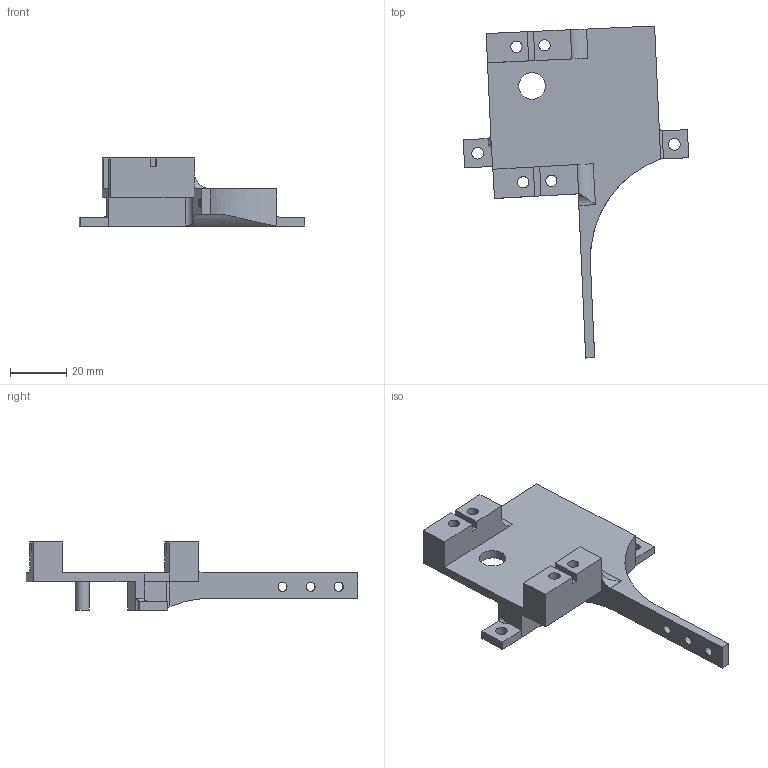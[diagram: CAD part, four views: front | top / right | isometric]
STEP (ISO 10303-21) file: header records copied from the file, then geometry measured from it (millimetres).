
FILE_DESCRIPTION(/* description */ (''),/* implementation_level */ '2;1');
FILE_NAME(/* name */ '',/* time_stamp */ '2025-01-07T22:24:30+03:00',/* author */ ('GameHD'),/* organization */ (''),/* preprocessor_version */ 'ST-DEVELOPER v20',/* originating_system */ 'Autodesk Inventor 2025',/* authorisation */ '');
FILE_SCHEMA (('AUTOMOTIVE_DESIGN { 1 0 10303 214 3 1 1 }'));
Length unit declared in the file: millimetre
Products named in the file (1): держать писюны
Bounding box: 80.19 x 118.12 x 24.2 mm (x, y, z)
Volume: 28295.9 mm3; surface area: 13662.2 mm2
Topology: 1 solids, 1 shells, 63 faces, 174 edges, 114 vertices
Faces by surface type: plane 41, cylinder 21, bspline 1
Full cylindrical faces by diameter (mm): 3.2 x3, 4 x4, 4.2 x2, 5 x1, 9.5 x1
Entity records: 2118 total; most frequent: CARTESIAN_POINT 394, ORIENTED_EDGE 346, DIRECTION 336, EDGE_CURVE 173, LINE 130, VECTOR 130, VERTEX_POINT 113, AXIS2_PLACEMENT_3D 103
